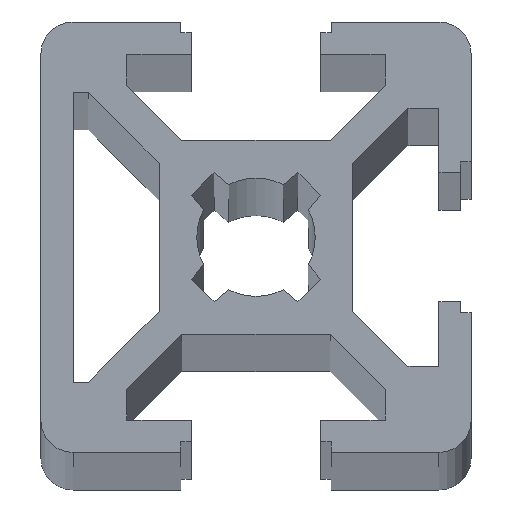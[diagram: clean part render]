
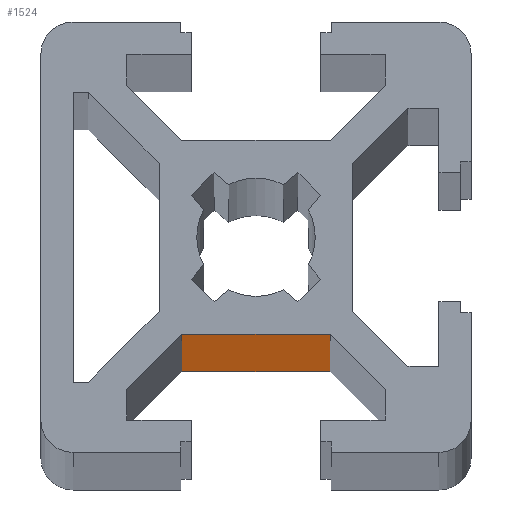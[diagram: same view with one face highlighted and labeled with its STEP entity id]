
A CAD part, top view. The second image highlights one B-rep face of the part: STEP entity #1524.
In plain terms, the highlighted planar face has unit normal (0, -1, 0).
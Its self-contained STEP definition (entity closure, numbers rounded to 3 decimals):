
#114=FACE_OUTER_BOUND('',#190,.T.);
#190=EDGE_LOOP('',(#1307,#1308,#1309,#1310));
#298=LINE('',#2252,#498);
#391=LINE('',#2446,#591);
#392=LINE('',#2449,#592);
#393=LINE('',#2450,#593);
#498=VECTOR('',#1812,10.);
#591=VECTOR('',#2009,10.);
#592=VECTOR('',#2012,10.);
#593=VECTOR('',#2013,10.);
#639=VERTEX_POINT('',#2153);
#688=VERTEX_POINT('',#2250);
#737=VERTEX_POINT('',#2444);
#738=VERTEX_POINT('',#2448);
#854=EDGE_CURVE('',#688,#639,#298,.T.);
#951=EDGE_CURVE('',#688,#737,#391,.T.);
#952=EDGE_CURVE('',#738,#737,#392,.T.);
#953=EDGE_CURVE('',#639,#738,#393,.T.);
#1307=ORIENTED_EDGE('',*,*,#951,.T.);
#1308=ORIENTED_EDGE('',*,*,#952,.F.);
#1309=ORIENTED_EDGE('',*,*,#953,.F.);
#1310=ORIENTED_EDGE('',*,*,#854,.F.);
#1450=PLANE('',#1634);
#1524=ADVANCED_FACE('',(#114),#1450,.T.);
#1634=AXIS2_PLACEMENT_3D('',#2447,#2010,#2011);
#1812=DIRECTION('',(-1.,0.,0.));
#2009=DIRECTION('',(0.,0.,1.));
#2010=DIRECTION('center_axis',(0.,-1.,0.));
#2011=DIRECTION('ref_axis',(1.,0.,0.));
#2012=DIRECTION('',(1.,0.,0.));
#2013=DIRECTION('',(0.,0.,1.));
#2153=CARTESIAN_POINT('',(-3.439,-4.5,-500.));
#2250=CARTESIAN_POINT('',(3.439,-4.5,-500.));
#2252=CARTESIAN_POINT('',(-3.439,-4.5,-500.));
#2444=CARTESIAN_POINT('',(3.439,-4.5,500.));
#2446=CARTESIAN_POINT('',(3.439,-4.5,0.));
#2447=CARTESIAN_POINT('Origin',(-3.439,-4.5,0.));
#2448=CARTESIAN_POINT('',(-3.439,-4.5,500.));
#2449=CARTESIAN_POINT('',(-3.439,-4.5,500.));
#2450=CARTESIAN_POINT('',(-3.439,-4.5,0.));
